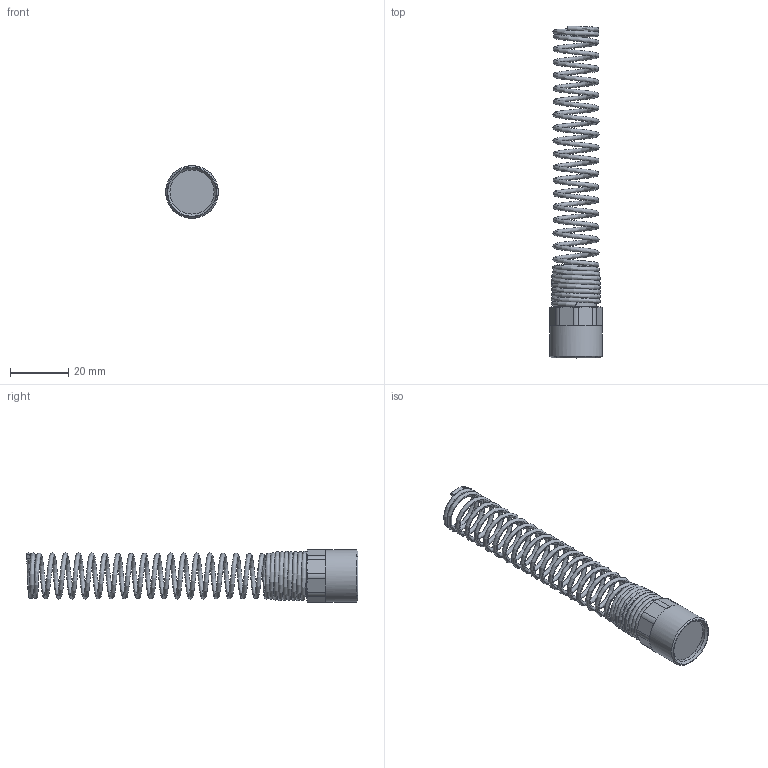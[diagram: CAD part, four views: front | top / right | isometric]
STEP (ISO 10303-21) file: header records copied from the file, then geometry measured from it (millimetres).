
FILE_DESCRIPTION(/* description */ (''),/* implementation_level */ '2;1');
FILE_NAME(/* name */ 'mck_10_ks_msv.stp',/* time_stamp */ '2016-06-22T15:20:23+02:00',/* author */ ('hamoud'),/* organization */ (''),/* preprocessor_version */ 'ST-DEVELOPER v15.6',/* originating_system */ 'Autodesk Inventor LT ',/* authorisation */ '');
FILE_SCHEMA (('AUTOMOTIVE_DESIGN { 1 0 10303 214 3 1 1 }'));
Products named in the file (1): mck_10_ks_msv
Bounding box: 18 x 113.65 x 18 mm (x, y, z)
Volume: 7663.3 mm3; surface area: 8353.3 mm2
Topology: 2 solids, 2 shells, 47 faces, 104 edges, 66 vertices
Faces by surface type: plane 18, cylinder 13, cone 12, bspline 4
Full cylindrical faces by diameter (mm): 12.2 x1, 14 x1, 15.1 x1, 18 x1
Entity records: 32789 total; most frequent: CARTESIAN_POINT 31841, ORIENTED_EDGE 188, DIRECTION 175, EDGE_CURVE 94, AXIS2_PLACEMENT_3D 75, VERTEX_POINT 64, EDGE_LOOP 60, FACE_OUTER_BOUND 47
